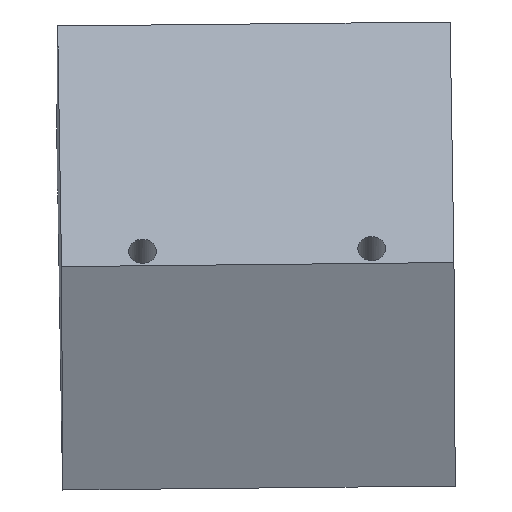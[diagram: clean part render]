
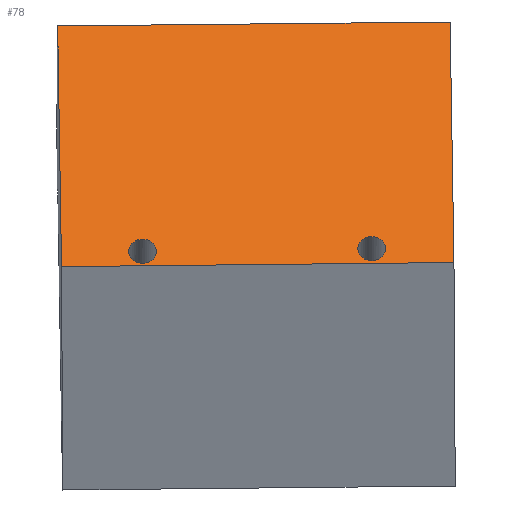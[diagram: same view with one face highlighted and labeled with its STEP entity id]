
A CAD part, top view. The second image highlights one B-rep face of the part: STEP entity #78.
In plain terms, the highlighted planar face has unit normal (0.004, 0.5, 0.866).
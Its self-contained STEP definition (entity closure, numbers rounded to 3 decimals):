
#78 = ADVANCED_FACE( '', ( #96, #97, #98 ), #99, .F. );
#96 = FACE_OUTER_BOUND( '', #128, .T. );
#97 = FACE_BOUND( '', #129, .T. );
#98 = FACE_BOUND( '', #130, .T. );
#99 = PLANE( '', #131 );
#128 = EDGE_LOOP( '', ( #176, #177, #178, #179 ) );
#129 = EDGE_LOOP( '', ( #180 ) );
#130 = EDGE_LOOP( '', ( #181 ) );
#131 = AXIS2_PLACEMENT_3D( '', #182, #183, #184 );
#176 = ORIENTED_EDGE( '', *, *, #267, .F. );
#177 = ORIENTED_EDGE( '', *, *, #268, .T. );
#178 = ORIENTED_EDGE( '', *, *, #269, .F. );
#179 = ORIENTED_EDGE( '', *, *, #265, .F. );
#180 = ORIENTED_EDGE( '', *, *, #254, .T. );
#181 = ORIENTED_EDGE( '', *, *, #270, .T. );
#182 = CARTESIAN_POINT( '', ( 4305.155, 466.512, -197.017 ) );
#183 = DIRECTION( '', ( -0.004, -0.5, -0.866 ) );
#184 = DIRECTION( '', ( 0., -0.866, 0.5 ) );
#254 = EDGE_CURVE( '', #285, #285, #286, .T. );
#265 = EDGE_CURVE( '', #305, #307, #308, .T. );
#267 = EDGE_CURVE( '', #310, #305, #311, .T. );
#268 = EDGE_CURVE( '', #310, #312, #313, .T. );
#269 = EDGE_CURVE( '', #307, #312, #314, .T. );
#270 = EDGE_CURVE( '', #315, #315, #316, .T. );
#285 = VERTEX_POINT( '', #338 );
#286 = CIRCLE( '', #339, 0.85 );
#305 = VERTEX_POINT( '', #373 );
#307 = VERTEX_POINT( '', #376 );
#308 = LINE( '', #377, #378 );
#310 = VERTEX_POINT( '', #381 );
#311 = LINE( '', #382, #383 );
#312 = VERTEX_POINT( '', #384 );
#313 = LINE( '', #385, #386 );
#314 = LINE( '', #387, #388 );
#315 = VERTEX_POINT( '', #389 );
#316 = CIRCLE( '', #390, 0.85 );
#338 = CARTESIAN_POINT( '', ( 4313.813, 478.596, -204.031 ) );
#339 = AXIS2_PLACEMENT_3D( '', #436, #437, #438 );
#373 = CARTESIAN_POINT( '', ( 4308.013, 477.661, -203.466 ) );
#376 = CARTESIAN_POINT( '', ( 4307.778, 492.375, -211.96 ) );
#377 = CARTESIAN_POINT( '', ( 4307.895, 485.018, -207.713 ) );
#378 = VECTOR( '', #446, 1000. );
#381 = CARTESIAN_POINT( '', ( 4331.982, 477.91, -203.715 ) );
#382 = CARTESIAN_POINT( '', ( 4319.997, 477.785, -203.59 ) );
#383 = VECTOR( '', #448, 1000. );
#384 = CARTESIAN_POINT( '', ( 4331.747, 492.616, -212.204 ) );
#385 = CARTESIAN_POINT( '', ( 4331.864, 485.263, -207.96 ) );
#386 = VECTOR( '', #449, 1000. );
#387 = CARTESIAN_POINT( '', ( 4319.762, 492.495, -212.082 ) );
#388 = VECTOR( '', #450, 1000. );
#389 = CARTESIAN_POINT( '', ( 4327.814, 478.761, -204.188 ) );
#390 = AXIS2_PLACEMENT_3D( '', #451, #452, #453 );
#436 = CARTESIAN_POINT( '', ( 4312.963, 478.598, -204.028 ) );
#437 = DIRECTION( '', ( -0.004, -0.5, -0.866 ) );
#438 = DIRECTION( '', ( 1., -0.002, -0.003 ) );
#446 = DIRECTION( '', ( -0.014, 0.866, -0.5 ) );
#448 = DIRECTION( '', ( -1., -0.01, 0.01 ) );
#449 = DIRECTION( '', ( -0.014, 0.866, -0.5 ) );
#450 = DIRECTION( '', ( 1., 0.01, -0.01 ) );
#451 = CARTESIAN_POINT( '', ( 4326.964, 478.763, -204.185 ) );
#452 = DIRECTION( '', ( -0.004, -0.5, -0.866 ) );
#453 = DIRECTION( '', ( 1., -0.002, -0.003 ) );
